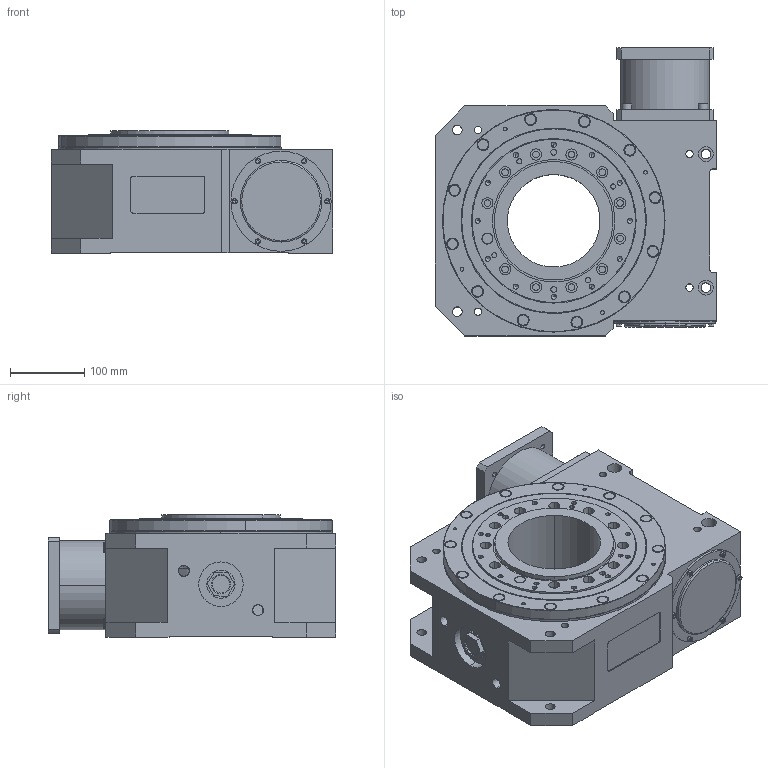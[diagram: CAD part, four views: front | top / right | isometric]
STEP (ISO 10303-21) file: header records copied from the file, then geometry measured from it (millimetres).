
FILE_DESCRIPTION (( 'STEP AP214' ), '1' );
FILE_NAME ('THU-150R-30(32J10-110-130-M8-65).STEP', '2025-04-27T01:39:24', ( '' ), ( '' ), 'SwSTEP 2.0', 'SolidWorks 2021', '' );
FILE_SCHEMA (( 'AUTOMOTIVE_DESIGN' ));
Length unit declared in the file: millimetre
Products named in the file (17): GB_uT 70.1-2008[________________M8__20]_M8__20__A_O__A_O__A_O_蕼偞; DKAE单膜片-D104xL80 32键10 额定扭矩240N.m_預設; GB_uT 70.1-2008[________________M4__16]_M4__16__A_O__A_O__A_O_蕼偞; ZJ-LW300-002____AN__A_O__A_O__A_O_蕼偞; 130-130萇儂釱_蕼偞; ______-14.5__A_O__A_O__A_O_îAÔO; THU-150R-30(24J8-95-115-M6-45)(2)__A_O__A_O_蕼偞; M33-1.5______A_O__A_O__A_O_蕼偞; ZJ-LW300-009-________A_O__A_O__A_O_蕼偞; THU-150R-30(22-110-145-M8-55)(2)__A_O_蕼偞; ZJ-LW300-003____AN__A_O__A_O__A_O_蕼偞; ZJ-LW300-004________AN__A_O__A_O__A_O_蕼偞; THU-220-150DR-30(24J8-95-115-M6-45)(2)__A_O__A_O__A_O_蕼偞; THU-150R-30(32J10-110-130-M8-65); ____250-220-15__A_O__A_O__A_O_蕼偞; ZJ-LW300-006-____AN__A_O__A_O__A_O_蕼偞; THU-150R-30(22-110-145-M8-55)(2)_蕼偞
Assembly tree (36 placements, depth 6):
  THU-150R-30(32J10-110-130-M8-65)
    THU-150R-30(22-110-145-M8-55)(2)_蕼偞
      THU-150R-30(22-110-145-M8-55)(2)__A_O_蕼偞
        THU-150R-30(24J8-95-115-M6-45)(2)__A_O__A_O_蕼偞
          THU-220-150DR-30(24J8-95-115-M6-45)(2)__A_O__A_O__A_O_蕼偞
            ZJ-LW300-002____AN__A_O__A_O__A_O_蕼偞
            ZJ-LW300-004________AN__A_O__A_O__A_O_蕼偞
            ZJ-LW300-006-____AN__A_O__A_O__A_O_蕼偞
            ____250-220-15__A_O__A_O__A_O_蕼偞
            M33-1.5______A_O__A_O__A_O_蕼偞
            ZJ-LW300-009-________A_O__A_O__A_O_蕼偞
            ______-14.5__A_O__A_O__A_O_îAÔO  x12
            GB_uT 70.1-2008[________________M4__16]_M4__16__A_O__A_O__A_O_蕼偞  x6
          GB_uT 70.1-2008[________________M8__20]_M8__20__A_O__A_O__A_O_蕼偞  x4
          ______-14.5__A_O__A_O__A_O_îAÔO
          ZJ-LW300-003____AN__A_O__A_O__A_O_蕼偞
      130-130萇儂釱_蕼偞
    DKAE单膜片-D104xL80 32键10 额定扭矩240N.m_預設
Bounding box: 380 x 388 x 165 mm (x, y, z)
Volume: 12050271.1 mm3; surface area: 1211090.1 mm2
Topology: 32 solids, 32 shells, 1029 faces, 2388 edges, 1449 vertices
Faces by surface type: cylinder 498, plane 272, cone 150, torus 109
Entity records: 24222 total; most frequent: DIRECTION 4498, CARTESIAN_POINT 4099, ORIENTED_EDGE 3632, AXIS2_PLACEMENT_3D 1852, EDGE_CURVE 1816, VERTEX_POINT 1169, EDGE_LOOP 1085, CIRCLE 1012
